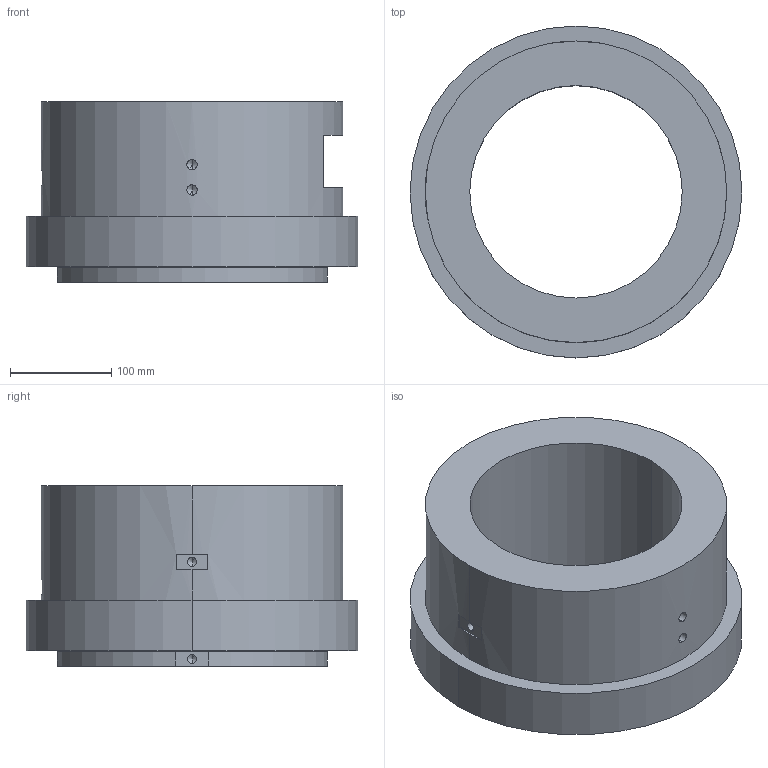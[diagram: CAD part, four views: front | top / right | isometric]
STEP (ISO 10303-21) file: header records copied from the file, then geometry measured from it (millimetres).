
FILE_DESCRIPTION (( 'STEP AP203' ), '1' );
FILE_NAME ('RX00805002--REPH200-02-ID210.STEP', '2020-08-06T01:30:02', ( 'gongcheng1' ), ( '' ), 'SwSTEP 2.0', 'SolidWorks 2014', '' );
FILE_SCHEMA (( 'CONFIG_CONTROL_DESIGN' ));
Length unit declared in the file: millimetre
Products named in the file (1): RX00805002--REPH200-02-ID210
Bounding box: 328 x 328 x 178 mm (x, y, z)
Volume: 6672122.8 mm3; surface area: 405736.7 mm2
Topology: 1 solids, 1 shells, 86 faces, 212 edges, 118 vertices
Faces by surface type: cylinder 38, cone 28, plane 20
Entity records: 2563 total; most frequent: CARTESIAN_POINT 541, DIRECTION 436, ORIENTED_EDGE 368, EDGE_CURVE 184, AXIS2_PLACEMENT_3D 169, VERTEX_POINT 118, EDGE_LOOP 106, VECTOR 98
